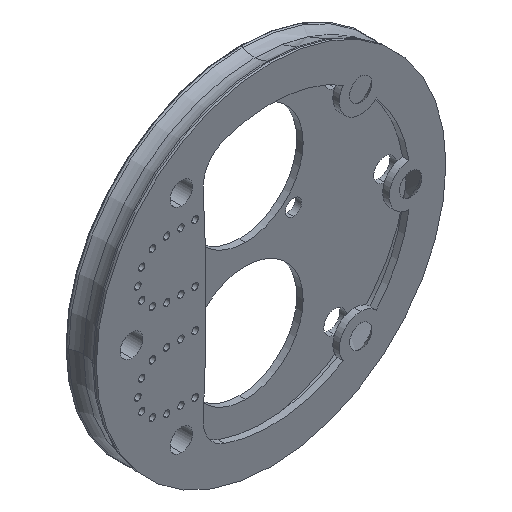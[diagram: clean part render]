
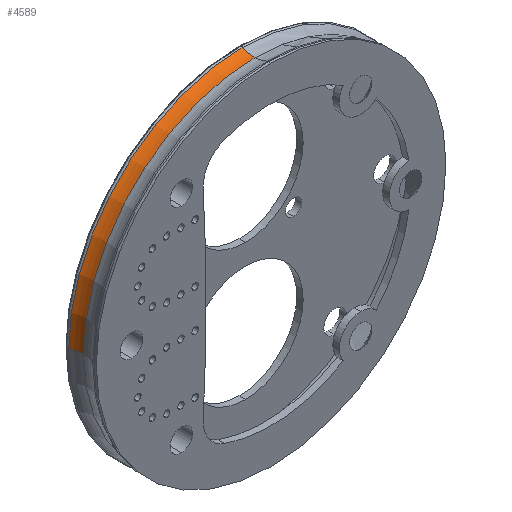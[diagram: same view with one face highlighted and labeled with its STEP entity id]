
A CAD part, isometric view. The second image highlights one B-rep face of the part: STEP entity #4589.
In plain terms, the highlighted toroidal (fillet/blend) face has major radius 30.714 mm and minor radius 4 mm.
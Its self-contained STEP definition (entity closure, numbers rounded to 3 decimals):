
#16 = DIRECTION ( 'NONE',  ( 1., 0., 0. ) ) ;
#178 = DIRECTION ( 'NONE',  ( 0., 0., -1. ) ) ;
#311 = ORIENTED_EDGE ( 'NONE', *, *, #5255, .F. ) ;
#376 = DIRECTION ( 'NONE',  ( 0., 0., -1. ) ) ;
#687 = CIRCLE ( 'NONE', #3106, 27.18 ) ;
#847 = DIRECTION ( 'NONE',  ( 0., 0., 1. ) ) ;
#1224 = CARTESIAN_POINT ( 'NONE',  ( 0., 2.5, 0. ) ) ;
#1375 = CARTESIAN_POINT ( 'NONE',  ( 0., 2.5, 0. ) ) ;
#1376 = CIRCLE ( 'NONE', #5855, 4. ) ;
#1459 = DIRECTION ( 'NONE',  ( 0., -1., 0. ) ) ;
#1604 = CARTESIAN_POINT ( 'NONE',  ( -26.714, 2.5, 0. ) ) ;
#1778 = CARTESIAN_POINT ( 'NONE',  ( -27.18, 4.374, 0. ) ) ;
#1940 = TOROIDAL_SURFACE ( 'NONE', #4862, 30.714, 4. ) ;
#1988 = ORIENTED_EDGE ( 'NONE', *, *, #6536, .T. ) ;
#2084 = AXIS2_PLACEMENT_3D ( 'NONE', #1224, #5883, #3653 ) ;
#2266 = VERTEX_POINT ( 'NONE', #1604 ) ;
#2534 = FACE_OUTER_BOUND ( 'NONE', #7740, .T. ) ;
#2627 = ORIENTED_EDGE ( 'NONE', *, *, #6462, .F. ) ;
#2828 = CARTESIAN_POINT ( 'NONE',  ( 0., 2.5, 30.714 ) ) ;
#2847 = CIRCLE ( 'NONE', #7452, 4. ) ;
#2974 = CIRCLE ( 'NONE', #2084, 26.714 ) ;
#3106 = AXIS2_PLACEMENT_3D ( 'NONE', #4058, #5339, #376 ) ;
#3272 = EDGE_CURVE ( 'NONE', #3900, #6899, #687, .T. ) ;
#3653 = DIRECTION ( 'NONE',  ( 0., 0., -1. ) ) ;
#3900 = VERTEX_POINT ( 'NONE', #6574 ) ;
#4058 = CARTESIAN_POINT ( 'NONE',  ( 0., 4.374, 0. ) ) ;
#4589 = ADVANCED_FACE ( 'NONE', ( #2534 ), #1940, .F. ) ;
#4862 = AXIS2_PLACEMENT_3D ( 'NONE', #1375, #1459, #178 ) ;
#5255 = EDGE_CURVE ( 'NONE', #2266, #6899, #1376, .T. ) ;
#5271 = DIRECTION ( 'NONE',  ( 0., 0., 1. ) ) ;
#5331 = ORIENTED_EDGE ( 'NONE', *, *, #3272, .T. ) ;
#5339 = DIRECTION ( 'NONE',  ( 0., -1., 0. ) ) ;
#5855 = AXIS2_PLACEMENT_3D ( 'NONE', #7041, #847, #6485 ) ;
#5883 = DIRECTION ( 'NONE',  ( 0., -1., 0. ) ) ;
#6462 = EDGE_CURVE ( 'NONE', #7708, #2266, #2974, .T. ) ;
#6485 = DIRECTION ( 'NONE',  ( -1., 0., 0. ) ) ;
#6536 = EDGE_CURVE ( 'NONE', #7708, #3900, #2847, .T. ) ;
#6574 = CARTESIAN_POINT ( 'NONE',  ( 0., 4.374, 27.18 ) ) ;
#6716 = CARTESIAN_POINT ( 'NONE',  ( 0., 2.5, 26.714 ) ) ;
#6899 = VERTEX_POINT ( 'NONE', #1778 ) ;
#7041 = CARTESIAN_POINT ( 'NONE',  ( -30.714, 2.5, 0. ) ) ;
#7452 = AXIS2_PLACEMENT_3D ( 'NONE', #2828, #16, #5271 ) ;
#7708 = VERTEX_POINT ( 'NONE', #6716 ) ;
#7740 = EDGE_LOOP ( 'NONE', ( #2627, #1988, #5331, #311 ) ) ;
